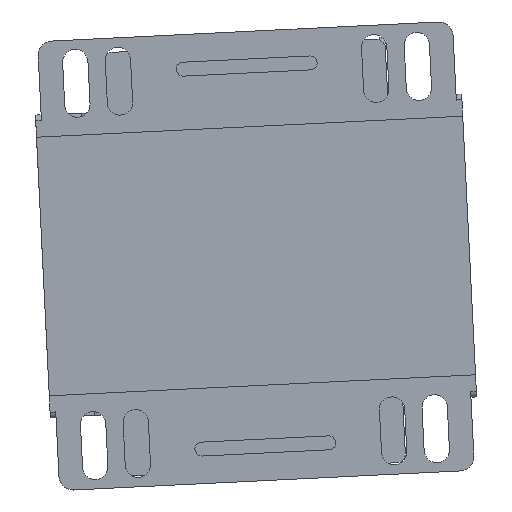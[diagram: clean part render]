
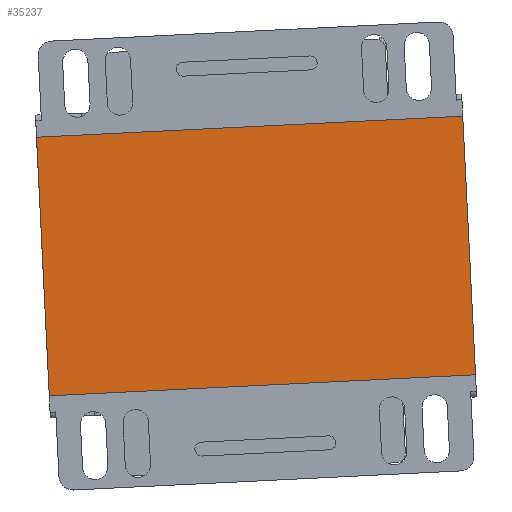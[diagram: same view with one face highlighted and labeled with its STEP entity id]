
A CAD part, front view. The second image highlights one B-rep face of the part: STEP entity #35237.
In plain terms, the highlighted planar face has unit normal (0, -1, 0).
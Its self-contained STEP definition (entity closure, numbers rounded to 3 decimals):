
#706 = CARTESIAN_POINT ( 'NONE',  ( -159.761, 0., 91. ) ) ;
#2858 = CARTESIAN_POINT ( 'NONE',  ( -159.761, 0., 91. ) ) ;
#3842 = VECTOR ( 'NONE', #18994, 1000. ) ;
#4399 = LINE ( 'NONE', #37508, #3842 ) ;
#5180 = CARTESIAN_POINT ( 'NONE',  ( -9.761, 0., 0. ) ) ;
#5683 = DIRECTION ( 'NONE',  ( 1., 0., 0. ) ) ;
#7531 = CARTESIAN_POINT ( 'NONE',  ( -159.761, 0., 0. ) ) ;
#8244 = EDGE_CURVE ( 'NONE', #32104, #33622, #23254, .T. ) ;
#8323 = EDGE_CURVE ( 'NONE', #28962, #38004, #32669, .T. ) ;
#8838 = CARTESIAN_POINT ( 'NONE',  ( -159.761, 0., 0. ) ) ;
#9459 = CARTESIAN_POINT ( 'NONE',  ( -159.761, 0., 91. ) ) ;
#11917 = DIRECTION ( 'NONE',  ( 0., 0., -1. ) ) ;
#12271 = AXIS2_PLACEMENT_3D ( 'NONE', #706, #21423, #18073 ) ;
#12654 = ORIENTED_EDGE ( 'NONE', *, *, #8323, .T. ) ;
#12725 = PLANE ( 'NONE',  #12271 ) ;
#14668 = LINE ( 'NONE', #2858, #23591 ) ;
#14950 = DIRECTION ( 'NONE',  ( 1., 0., 0. ) ) ;
#16648 = VECTOR ( 'NONE', #5683, 1000. ) ;
#17137 = CARTESIAN_POINT ( 'NONE',  ( -159.761, 0., 91. ) ) ;
#18073 = DIRECTION ( 'NONE',  ( 0., 0., 1. ) ) ;
#18994 = DIRECTION ( 'NONE',  ( 0., 0., -1. ) ) ;
#21423 = DIRECTION ( 'NONE',  ( 0., 1., 0. ) ) ;
#22829 = EDGE_CURVE ( 'NONE', #33622, #38004, #4399, .T. ) ;
#23254 = LINE ( 'NONE', #17137, #29823 ) ;
#23385 = ORIENTED_EDGE ( 'NONE', *, *, #8244, .F. ) ;
#23591 = VECTOR ( 'NONE', #11917, 1000. ) ;
#27013 = ORIENTED_EDGE ( 'NONE', *, *, #22829, .F. ) ;
#28962 = VERTEX_POINT ( 'NONE', #7531 ) ;
#29823 = VECTOR ( 'NONE', #14950, 1000. ) ;
#30081 = FACE_OUTER_BOUND ( 'NONE', #38106, .T. ) ;
#31501 = ORIENTED_EDGE ( 'NONE', *, *, #36542, .T. ) ;
#32104 = VERTEX_POINT ( 'NONE', #9459 ) ;
#32669 = LINE ( 'NONE', #8838, #16648 ) ;
#33062 = CARTESIAN_POINT ( 'NONE',  ( -9.761, 0., 91. ) ) ;
#33622 = VERTEX_POINT ( 'NONE', #33062 ) ;
#35237 = ADVANCED_FACE ( 'NONE', ( #30081 ), #12725, .F. ) ;
#36542 = EDGE_CURVE ( 'NONE', #32104, #28962, #14668, .T. ) ;
#37508 = CARTESIAN_POINT ( 'NONE',  ( -9.761, 0., 91. ) ) ;
#38004 = VERTEX_POINT ( 'NONE', #5180 ) ;
#38106 = EDGE_LOOP ( 'NONE', ( #12654, #27013, #23385, #31501 ) ) ;
